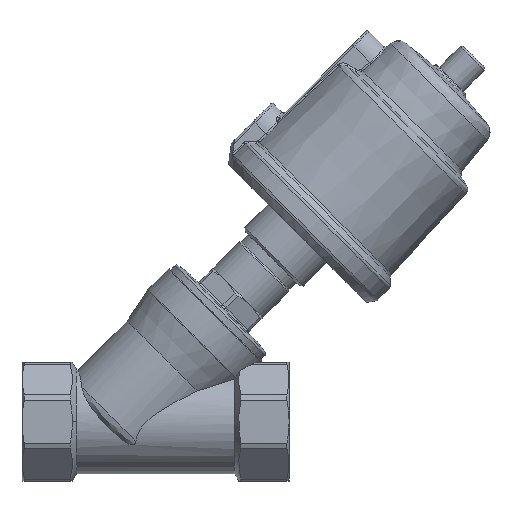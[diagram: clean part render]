
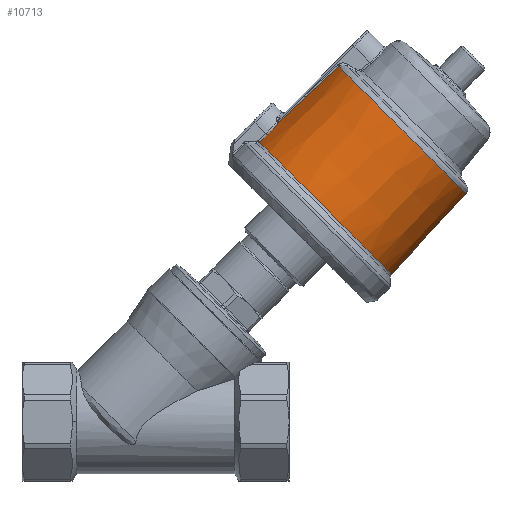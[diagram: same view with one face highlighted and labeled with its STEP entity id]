
A CAD part, top view. The second image highlights one B-rep face of the part: STEP entity #10713.
In plain terms, the highlighted conical face has half-angle 2.094 degrees and reference radius 44.98 mm.
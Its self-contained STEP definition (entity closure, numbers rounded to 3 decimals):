
#190 = CARTESIAN_POINT ( 'NONE',  ( -11.941, 209.535, 19.128 ) ) ;
#373 = CARTESIAN_POINT ( 'NONE',  ( -27.545, 195.064, 19.132 ) ) ;
#576 = CARTESIAN_POINT ( 'NONE',  ( -18.939, 143.523, 8.377 ) ) ;
#608 = B_SPLINE_CURVE_WITH_KNOTS ( 'NONE', 3,
 ( #8794, #2678, #4421, #10515 ),
 .UNSPECIFIED., .F., .F.,
 ( 4, 4 ),
 ( 0., 1. ),
 .UNSPECIFIED. ) ;
#693 = VERTEX_POINT ( 'NONE', #6310 ) ;
#844 = EDGE_CURVE ( 'NONE', #693, #11111, #4571, .T. ) ;
#926 = EDGE_CURVE ( 'NONE', #5149, #7856, #10387, .T. ) ;
#938 = CARTESIAN_POINT ( 'NONE',  ( -49.321, 173.905, 21.682 ) ) ;
#951 = VECTOR ( 'NONE', #7137, 1000. ) ;
#1199 = CIRCLE ( 'NONE', #6446, 43.092 ) ;
#1305 = CARTESIAN_POINT ( 'NONE',  ( -17.095, 204.756, 19.129 ) ) ;
#1312 = DIRECTION ( 'NONE',  ( -0.707, -0.707, 0. ) ) ;
#1318 = EDGE_CURVE ( 'NONE', #6964, #7856, #1749, .T. ) ;
#1574 = EDGE_CURVE ( 'NONE', #3176, #3315, #3850, .T. ) ;
#1641 = ORIENTED_EDGE ( 'NONE', *, *, #926, .T. ) ;
#1749 = LINE ( 'NONE', #7347, #951 ) ;
#1789 = CARTESIAN_POINT ( 'NONE',  ( 12.867, 111.717, 8.377 ) ) ;
#1972 = CARTESIAN_POINT ( 'NONE',  ( -40.275, 183.298, 19.018 ) ) ;
#2198 = B_SPLINE_CURVE_WITH_KNOTS ( 'NONE', 3,
 ( #10469, #5315, #6154, #938 ),
 .UNSPECIFIED., .F., .F.,
 ( 4, 4 ),
 ( 0., 1. ),
 .UNSPECIFIED. ) ;
#2237 = CARTESIAN_POINT ( 'NONE',  ( -45.74, 177.223, 21.681 ) ) ;
#2283 = CARTESIAN_POINT ( 'NONE',  ( -45.204, 177.72, 21.68 ) ) ;
#2323 = CARTESIAN_POINT ( 'NONE',  ( -44.684, 178.226, 21.623 ) ) ;
#2335 = CARTESIAN_POINT ( 'NONE',  ( -43.675, 179.256, 21.394 ) ) ;
#2362 = CARTESIAN_POINT ( 'NONE',  ( -43.193, 179.773, 21.224 ) ) ;
#2365 = CARTESIAN_POINT ( 'NONE',  ( -22.297, 199.932, 19.131 ) ) ;
#2378 = CARTESIAN_POINT ( 'NONE',  ( -42.269, 180.811, 20.772 ) ) ;
#2399 = CARTESIAN_POINT ( 'NONE',  ( -41.834, 181.324, 20.493 ) ) ;
#2412 = CARTESIAN_POINT ( 'NONE',  ( -41.216, 182.083, 19.994 ) ) ;
#2432 = CARTESIAN_POINT ( 'NONE',  ( -41.019, 182.33, 19.816 ) ) ;
#2462 = CARTESIAN_POINT ( 'NONE',  ( -40.637, 182.82, 19.436 ) ) ;
#2474 = CARTESIAN_POINT ( 'NONE',  ( -40.453, 183.061, 19.233 ) ) ;
#2604 = CONICAL_SURFACE ( 'NONE', #2879, 44.98, 0.037 ) ;
#2678 = CARTESIAN_POINT ( 'NONE',  ( -32.083, 190.856, 19.134 ) ) ;
#2777 = CARTESIAN_POINT ( 'NONE',  ( -40.275, 183.298, 19.018 ) ) ;
#2879 = AXIS2_PLACEMENT_3D ( 'NONE', #576, #5770, #6707 ) ;
#3176 = VERTEX_POINT ( 'NONE', #1972 ) ;
#3315 = VERTEX_POINT ( 'NONE', #11106 ) ;
#3850 = B_SPLINE_CURVE_WITH_KNOTS ( 'NONE', 3,
 ( #2777, #2474, #2462, #2432, #2412, #2399, #2378, #2362, #2335, #2323, #2283, #2237 ),
 .UNSPECIFIED., .F., .F.,
 ( 4, 2, 2, 2, 2, 4 ),
 ( 0., 0.125, 0.25, 0.5, 0.75, 1. ),
 .UNSPECIFIED. ) ;
#4391 = ORIENTED_EDGE ( 'NONE', *, *, #1318, .F. ) ;
#4421 = CARTESIAN_POINT ( 'NONE',  ( -36.326, 186.934, 19.096 ) ) ;
#4571 = B_SPLINE_CURVE_WITH_KNOTS ( 'NONE', 3,
 ( #190, #1305, #2365, #6329 ),
 .UNSPECIFIED., .F., .F.,
 ( 4, 4 ),
 ( 0., 1. ),
 .UNSPECIFIED. ) ;
#5149 = VERTEX_POINT ( 'NONE', #10205 ) ;
#5315 = CARTESIAN_POINT ( 'NONE',  ( -46.934, 176.117, 21.681 ) ) ;
#5770 = DIRECTION ( 'NONE',  ( -0.707, -0.707, 0. ) ) ;
#6154 = CARTESIAN_POINT ( 'NONE',  ( -48.127, 175.011, 21.681 ) ) ;
#6310 = CARTESIAN_POINT ( 'NONE',  ( -11.941, 209.535, 19.128 ) ) ;
#6329 = CARTESIAN_POINT ( 'NONE',  ( -27.545, 195.064, 19.132 ) ) ;
#6446 = AXIS2_PLACEMENT_3D ( 'NONE', #6557, #1312, #7452 ) ;
#6557 = CARTESIAN_POINT ( 'NONE',  ( 17.567, 180.028, 8.377 ) ) ;
#6699 = ORIENTED_EDGE ( 'NONE', *, *, #10847, .T. ) ;
#6707 = DIRECTION ( 'NONE',  ( 0.707, -0.707, 0. ) ) ;
#6772 = ORIENTED_EDGE ( 'NONE', *, *, #1574, .T. ) ;
#6964 = VERTEX_POINT ( 'NONE', #8167 ) ;
#7137 = DIRECTION ( 'NONE',  ( -0.681, -0.732, 0. ) ) ;
#7347 = CARTESIAN_POINT ( 'NONE',  ( 12.867, 111.717, 8.377 ) ) ;
#7452 = DIRECTION ( 'NONE',  ( -0.707, 0.707, 0. ) ) ;
#7856 = VERTEX_POINT ( 'NONE', #1789 ) ;
#8085 = ORIENTED_EDGE ( 'NONE', *, *, #844, .T. ) ;
#8167 = CARTESIAN_POINT ( 'NONE',  ( 48.037, 149.557, 8.377 ) ) ;
#8258 = EDGE_LOOP ( 'NONE', ( #4391, #9107, #8085, #8538, #6772, #6699, #1641 ) ) ;
#8538 = ORIENTED_EDGE ( 'NONE', *, *, #10418, .T. ) ;
#8794 = CARTESIAN_POINT ( 'NONE',  ( -27.545, 195.064, 19.132 ) ) ;
#9107 = ORIENTED_EDGE ( 'NONE', *, *, #10600, .T. ) ;
#9909 = CARTESIAN_POINT ( 'NONE',  ( -18.939, 143.523, 8.377 ) ) ;
#10183 = DIRECTION ( 'NONE',  ( 0.707, 0.707, 0. ) ) ;
#10196 = DIRECTION ( 'NONE',  ( -0.707, 0.707, 0. ) ) ;
#10205 = CARTESIAN_POINT ( 'NONE',  ( -49.321, 173.905, 21.682 ) ) ;
#10387 = CIRCLE ( 'NONE', #11130, 44.98 ) ;
#10418 = EDGE_CURVE ( 'NONE', #11111, #3176, #608, .T. ) ;
#10469 = CARTESIAN_POINT ( 'NONE',  ( -45.74, 177.223, 21.681 ) ) ;
#10515 = CARTESIAN_POINT ( 'NONE',  ( -40.275, 183.298, 19.018 ) ) ;
#10600 = EDGE_CURVE ( 'NONE', #6964, #693, #1199, .T. ) ;
#10713 = ADVANCED_FACE ( 'NONE', ( #10777 ), #2604, .T. ) ;
#10777 = FACE_OUTER_BOUND ( 'NONE', #8258, .T. ) ;
#10847 = EDGE_CURVE ( 'NONE', #3315, #5149, #2198, .T. ) ;
#11106 = CARTESIAN_POINT ( 'NONE',  ( -45.74, 177.223, 21.681 ) ) ;
#11111 = VERTEX_POINT ( 'NONE', #373 ) ;
#11130 = AXIS2_PLACEMENT_3D ( 'NONE', #9909, #10183, #10196 ) ;
